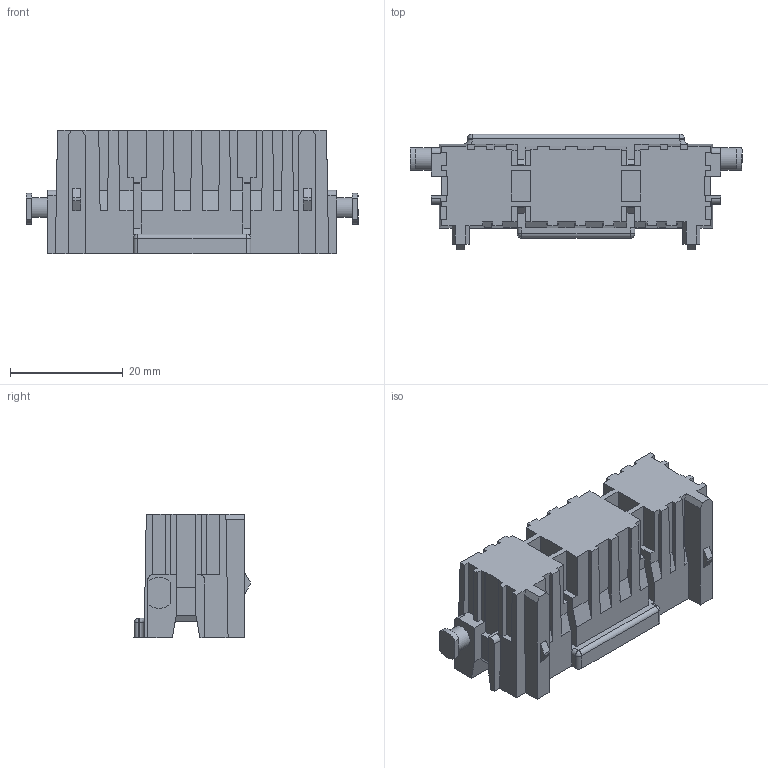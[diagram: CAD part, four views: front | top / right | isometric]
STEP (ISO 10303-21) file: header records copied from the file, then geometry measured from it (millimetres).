
FILE_DESCRIPTION(/* description */ (''),/* implementation_level */ '2;1');
FILE_NAME(/* name */ '15304692-ENV11_05-CONN.stp',/* time_stamp */ '2024-01-24T14:15:20+08:00',/* author */ (''),/* organization */ (''),/* preprocessor_version */ 'ST-DEVELOPER v16',/* originating_system */ 'SIEMENS PLM Software NX 11.0',/* authorisation */ '');
FILE_SCHEMA (('AUTOMOTIVE_DESIGN { 1 0 10303 214 3 1 1 1 }'));
Length unit declared in the file: millimetre
Products named in the file (1): 15304692-ENV11_05-CONN
Bounding box: 59 x 20.62 x 22 mm (x, y, z)
Volume: 14228.3 mm3; surface area: 6417.7 mm2
Topology: 1 solids, 1 shells, 251 faces, 719 edges, 470 vertices
Faces by surface type: plane 223, cylinder 22, sphere 4, bspline 2
Entity records: 8079 total; most frequent: CARTESIAN_POINT 1483, ORIENTED_EDGE 1430, DIRECTION 1265, EDGE_CURVE 715, LINE 661, VECTOR 661, VERTEX_POINT 470, AXIS2_PLACEMENT_3D 302
